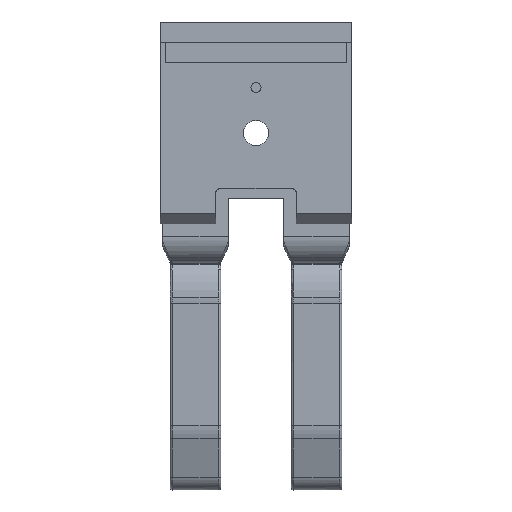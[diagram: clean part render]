
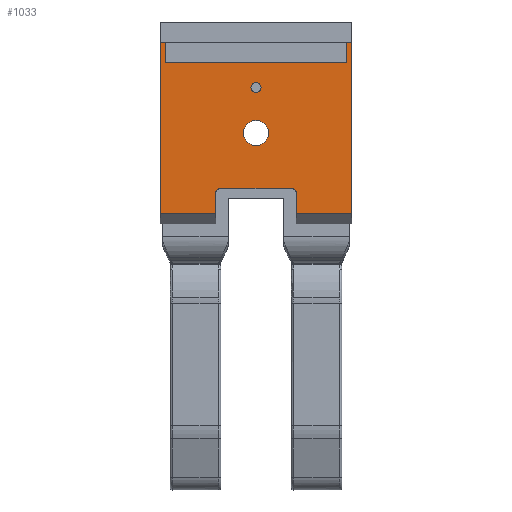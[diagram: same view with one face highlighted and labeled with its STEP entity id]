
A CAD part, top view. The second image highlights one B-rep face of the part: STEP entity #1033.
In plain terms, the highlighted planar face has unit normal (0, 0, 1).
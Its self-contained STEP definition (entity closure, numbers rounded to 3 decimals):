
#49 = ORIENTED_EDGE ( 'NONE', *, *, #7002, .F. ) ;
#58 = VERTEX_POINT ( 'NONE', #111 ) ;
#80 = CARTESIAN_POINT ( 'NONE',  ( -1.5, 11.206, 0.664 ) ) ;
#102 = ORIENTED_EDGE ( 'NONE', *, *, #592, .F. ) ;
#111 = CARTESIAN_POINT ( 'NONE',  ( -1.5, 12.206, 0.664 ) ) ;
#129 = EDGE_CURVE ( 'NONE', #754, #7239, #3105, .T. ) ;
#166 = PLANE ( 'NONE',  #5468 ) ;
#173 = ORIENTED_EDGE ( 'NONE', *, *, #3422, .F. ) ;
#199 = CIRCLE ( 'NONE', #1368, 0.625 ) ;
#205 = ORIENTED_EDGE ( 'NONE', *, *, #4033, .F. ) ;
#231 = EDGE_CURVE ( 'NONE', #7081, #2059, #5955, .T. ) ;
#241 = DIRECTION ( 'NONE',  ( 0., 0., 1. ) ) ;
#261 = CIRCLE ( 'NONE', #6580, 0.25 ) ;
#311 = CARTESIAN_POINT ( 'NONE',  ( 7.75, 3.706, 0.664 ) ) ;
#345 = EDGE_CURVE ( 'NONE', #2112, #5880, #6965, .T. ) ;
#427 = CARTESIAN_POINT ( 'NONE',  ( 5., 3.706, 0.664 ) ) ;
#499 = ORIENTED_EDGE ( 'NONE', *, *, #6958, .F. ) ;
#579 = DIRECTION ( 'NONE',  ( 0., -1., 0. ) ) ;
#583 = FACE_BOUND ( 'NONE', #5912, .T. ) ;
#592 = EDGE_CURVE ( 'NONE', #1830, #6237, #261, .T. ) ;
#686 = CARTESIAN_POINT ( 'NONE',  ( -1.75, 3.706, 0.664 ) ) ;
#754 = VERTEX_POINT ( 'NONE', #5163 ) ;
#1028 = EDGE_CURVE ( 'NONE', #2059, #5128, #3772, .T. ) ;
#1033 = ADVANCED_FACE ( 'NONE', ( #7166, #583, #2199 ), #166, .F. ) ;
#1040 = EDGE_CURVE ( 'NONE', #5543, #1494, #4645, .T. ) ;
#1140 = CARTESIAN_POINT ( 'NONE',  ( 7.75, 12.206, 0.664 ) ) ;
#1281 = AXIS2_PLACEMENT_3D ( 'NONE', #6325, #2730, #6918 ) ;
#1292 = DIRECTION ( 'NONE',  ( 0., 0., 1. ) ) ;
#1368 = AXIS2_PLACEMENT_3D ( 'NONE', #3854, #241, #4490 ) ;
#1414 = ORIENTED_EDGE ( 'NONE', *, *, #6419, .F. ) ;
#1494 = VERTEX_POINT ( 'NONE', #6907 ) ;
#1538 = CARTESIAN_POINT ( 'NONE',  ( 3., 9.956, 0.664 ) ) ;
#1635 = ORIENTED_EDGE ( 'NONE', *, *, #4390, .F. ) ;
#1669 = DIRECTION ( 'NONE',  ( 0., 1., 0. ) ) ;
#1683 = CARTESIAN_POINT ( 'NONE',  ( 7.75, 12.206, 0.664 ) ) ;
#1717 = DIRECTION ( 'NONE',  ( -1., 0., 0. ) ) ;
#1746 = ORIENTED_EDGE ( 'NONE', *, *, #129, .F. ) ;
#1830 = VERTEX_POINT ( 'NONE', #2070 ) ;
#1865 = LINE ( 'NONE', #7787, #6470 ) ;
#1944 = CARTESIAN_POINT ( 'NONE',  ( 3.25, 9.956, 0.664 ) ) ;
#2059 = VERTEX_POINT ( 'NONE', #7573 ) ;
#2070 = CARTESIAN_POINT ( 'NONE',  ( 1.25, 4.956, 0.664 ) ) ;
#2112 = VERTEX_POINT ( 'NONE', #5822 ) ;
#2155 = CIRCLE ( 'NONE', #1281, 0.625 ) ;
#2156 = VERTEX_POINT ( 'NONE', #4018 ) ;
#2199 = FACE_OUTER_BOUND ( 'NONE', #4334, .T. ) ;
#2245 = CARTESIAN_POINT ( 'NONE',  ( 4.75, 4.706, 0.664 ) ) ;
#2385 = ORIENTED_EDGE ( 'NONE', *, *, #2691, .F. ) ;
#2541 = VECTOR ( 'NONE', #6031, 1000. ) ;
#2558 = ORIENTED_EDGE ( 'NONE', *, *, #4910, .T. ) ;
#2561 = CARTESIAN_POINT ( 'NONE',  ( 7.5, 12.206, 0.664 ) ) ;
#2591 = LINE ( 'NONE', #2922, #4006 ) ;
#2649 = AXIS2_PLACEMENT_3D ( 'NONE', #2245, #6449, #2845 ) ;
#2691 = EDGE_CURVE ( 'NONE', #4845, #2156, #199, .T. ) ;
#2730 = DIRECTION ( 'NONE',  ( 0., 0., 1. ) ) ;
#2767 = CARTESIAN_POINT ( 'NONE',  ( 1., 3.706, 0.664 ) ) ;
#2840 = LINE ( 'NONE', #311, #4440 ) ;
#2845 = DIRECTION ( 'NONE',  ( 1., 0., 0. ) ) ;
#2922 = CARTESIAN_POINT ( 'NONE',  ( 7.75, 12.206, 0.664 ) ) ;
#2924 = CARTESIAN_POINT ( 'NONE',  ( 1.25, 4.706, 0.664 ) ) ;
#3000 = CARTESIAN_POINT ( 'NONE',  ( 7.75, 3.706, 0.664 ) ) ;
#3004 = VERTEX_POINT ( 'NONE', #80 ) ;
#3085 = VERTEX_POINT ( 'NONE', #3840 ) ;
#3105 = LINE ( 'NONE', #7690, #7060 ) ;
#3129 = VERTEX_POINT ( 'NONE', #2767 ) ;
#3135 = ORIENTED_EDGE ( 'NONE', *, *, #4965, .F. ) ;
#3175 = CARTESIAN_POINT ( 'NONE',  ( 5., 3.206, 0.664 ) ) ;
#3356 = CARTESIAN_POINT ( 'NONE',  ( -1.75, 3.706, 0.664 ) ) ;
#3422 = EDGE_CURVE ( 'NONE', #58, #3004, #3592, .T. ) ;
#3507 = DIRECTION ( 'NONE',  ( 1., 0., 0. ) ) ;
#3538 = CARTESIAN_POINT ( 'NONE',  ( 4.75, 4.956, 0.664 ) ) ;
#3592 = LINE ( 'NONE', #7415, #5025 ) ;
#3772 = CIRCLE ( 'NONE', #2649, 0.25 ) ;
#3777 = DIRECTION ( 'NONE',  ( 0., -1., 0. ) ) ;
#3803 = VERTEX_POINT ( 'NONE', #3356 ) ;
#3840 = CARTESIAN_POINT ( 'NONE',  ( -1.75, 12.206, 0.664 ) ) ;
#3850 = ORIENTED_EDGE ( 'NONE', *, *, #1028, .F. ) ;
#3854 = CARTESIAN_POINT ( 'NONE',  ( 3., 7.706, 0.664 ) ) ;
#3897 = AXIS2_PLACEMENT_3D ( 'NONE', #4893, #1292, #5498 ) ;
#3970 = EDGE_LOOP ( 'NONE', ( #49, #5017 ) ) ;
#4006 = VECTOR ( 'NONE', #1717, 1000. ) ;
#4018 = CARTESIAN_POINT ( 'NONE',  ( 2.375, 7.706, 0.664 ) ) ;
#4033 = EDGE_CURVE ( 'NONE', #5128, #1830, #4451, .T. ) ;
#4054 = LINE ( 'NONE', #1140, #4982 ) ;
#4088 = DIRECTION ( 'NONE',  ( 0., 1., 0. ) ) ;
#4147 = DIRECTION ( 'NONE',  ( -1., 0., 0. ) ) ;
#4202 = EDGE_CURVE ( 'NONE', #3085, #3803, #5113, .T. ) ;
#4334 = EDGE_LOOP ( 'NONE', ( #499, #173, #6095, #4426, #3135, #1414, #102, #205, #3850, #7311, #1635, #6778, #2558, #1746 ) ) ;
#4390 = EDGE_CURVE ( 'NONE', #1494, #7081, #2840, .T. ) ;
#4426 = ORIENTED_EDGE ( 'NONE', *, *, #4202, .T. ) ;
#4440 = VECTOR ( 'NONE', #4545, 1000. ) ;
#4451 = LINE ( 'NONE', #3538, #7449 ) ;
#4490 = DIRECTION ( 'NONE',  ( 1., 0., 0. ) ) ;
#4545 = DIRECTION ( 'NONE',  ( -1., 0., 0. ) ) ;
#4596 = VECTOR ( 'NONE', #5685, 1000. ) ;
#4645 = LINE ( 'NONE', #5063, #7644 ) ;
#4845 = VERTEX_POINT ( 'NONE', #5869 ) ;
#4893 = CARTESIAN_POINT ( 'NONE',  ( 3., 9.956, 0.664 ) ) ;
#4902 = DIRECTION ( 'NONE',  ( 0., -1., 0. ) ) ;
#4910 = EDGE_CURVE ( 'NONE', #5543, #7239, #4054, .T. ) ;
#4965 = EDGE_CURVE ( 'NONE', #3129, #3803, #5836, .T. ) ;
#4966 = CARTESIAN_POINT ( 'NONE',  ( 4.75, 4.956, 0.664 ) ) ;
#4982 = VECTOR ( 'NONE', #5348, 1000. ) ;
#5017 = ORIENTED_EDGE ( 'NONE', *, *, #345, .F. ) ;
#5025 = VECTOR ( 'NONE', #3777, 1000. ) ;
#5062 = CARTESIAN_POINT ( 'NONE',  ( 7.5, 11.206, 0.664 ) ) ;
#5063 = CARTESIAN_POINT ( 'NONE',  ( 7.75, 3.706, 0.664 ) ) ;
#5113 = LINE ( 'NONE', #686, #6873 ) ;
#5128 = VERTEX_POINT ( 'NONE', #4966 ) ;
#5163 = CARTESIAN_POINT ( 'NONE',  ( 7.5, 11.206, 0.664 ) ) ;
#5256 = CARTESIAN_POINT ( 'NONE',  ( 7.75, 3.706, 0.664 ) ) ;
#5277 = DIRECTION ( 'NONE',  ( 0., 0., -1. ) ) ;
#5348 = DIRECTION ( 'NONE',  ( -1., 0., 0. ) ) ;
#5468 = AXIS2_PLACEMENT_3D ( 'NONE', #5256, #5277, #1669 ) ;
#5498 = DIRECTION ( 'NONE',  ( -1., 0., 0. ) ) ;
#5543 = VERTEX_POINT ( 'NONE', #1683 ) ;
#5685 = DIRECTION ( 'NONE',  ( 1., 0., 0. ) ) ;
#5736 = DIRECTION ( 'NONE',  ( 0., 0., 1. ) ) ;
#5752 = VECTOR ( 'NONE', #6565, 1000. ) ;
#5822 = CARTESIAN_POINT ( 'NONE',  ( 2.75, 9.956, 0.664 ) ) ;
#5836 = LINE ( 'NONE', #3000, #5752 ) ;
#5869 = CARTESIAN_POINT ( 'NONE',  ( 3.625, 7.706, 0.664 ) ) ;
#5880 = VERTEX_POINT ( 'NONE', #1944 ) ;
#5912 = EDGE_LOOP ( 'NONE', ( #2385, #5977 ) ) ;
#5955 = LINE ( 'NONE', #3175, #2541 ) ;
#5977 = ORIENTED_EDGE ( 'NONE', *, *, #6165, .F. ) ;
#6000 = CIRCLE ( 'NONE', #7196, 0.25 ) ;
#6031 = DIRECTION ( 'NONE',  ( 0., 1., 0. ) ) ;
#6095 = ORIENTED_EDGE ( 'NONE', *, *, #7721, .T. ) ;
#6165 = EDGE_CURVE ( 'NONE', #2156, #4845, #2155, .T. ) ;
#6237 = VERTEX_POINT ( 'NONE', #7590 ) ;
#6325 = CARTESIAN_POINT ( 'NONE',  ( 3., 7.706, 0.664 ) ) ;
#6419 = EDGE_CURVE ( 'NONE', #6237, #3129, #1865, .T. ) ;
#6449 = DIRECTION ( 'NONE',  ( 0., 0., 1. ) ) ;
#6470 = VECTOR ( 'NONE', #579, 1000. ) ;
#6565 = DIRECTION ( 'NONE',  ( -1., 0., 0. ) ) ;
#6580 = AXIS2_PLACEMENT_3D ( 'NONE', #2924, #7111, #3507 ) ;
#6778 = ORIENTED_EDGE ( 'NONE', *, *, #1040, .F. ) ;
#6873 = VECTOR ( 'NONE', #4902, 1000. ) ;
#6907 = CARTESIAN_POINT ( 'NONE',  ( 7.75, 3.706, 0.664 ) ) ;
#6918 = DIRECTION ( 'NONE',  ( 1., 0., 0. ) ) ;
#6958 = EDGE_CURVE ( 'NONE', #3004, #754, #7774, .T. ) ;
#6965 = CIRCLE ( 'NONE', #3897, 0.25 ) ;
#7002 = EDGE_CURVE ( 'NONE', #5880, #2112, #6000, .T. ) ;
#7060 = VECTOR ( 'NONE', #4088, 1000. ) ;
#7081 = VERTEX_POINT ( 'NONE', #427 ) ;
#7111 = DIRECTION ( 'NONE',  ( 0., 0., 1. ) ) ;
#7166 = FACE_BOUND ( 'NONE', #3970, .T. ) ;
#7196 = AXIS2_PLACEMENT_3D ( 'NONE', #1538, #5736, #7575 ) ;
#7239 = VERTEX_POINT ( 'NONE', #2561 ) ;
#7311 = ORIENTED_EDGE ( 'NONE', *, *, #231, .F. ) ;
#7415 = CARTESIAN_POINT ( 'NONE',  ( -1.5, 11.206, 0.664 ) ) ;
#7449 = VECTOR ( 'NONE', #4147, 1000. ) ;
#7573 = CARTESIAN_POINT ( 'NONE',  ( 5., 4.706, 0.664 ) ) ;
#7575 = DIRECTION ( 'NONE',  ( -1., 0., 0. ) ) ;
#7590 = CARTESIAN_POINT ( 'NONE',  ( 1., 4.706, 0.664 ) ) ;
#7644 = VECTOR ( 'NONE', #7678, 1000. ) ;
#7678 = DIRECTION ( 'NONE',  ( 0., -1., 0. ) ) ;
#7690 = CARTESIAN_POINT ( 'NONE',  ( 7.5, 11.206, 0.664 ) ) ;
#7721 = EDGE_CURVE ( 'NONE', #58, #3085, #2591, .T. ) ;
#7774 = LINE ( 'NONE', #5062, #4596 ) ;
#7787 = CARTESIAN_POINT ( 'NONE',  ( 1., 3.206, 0.664 ) ) ;
